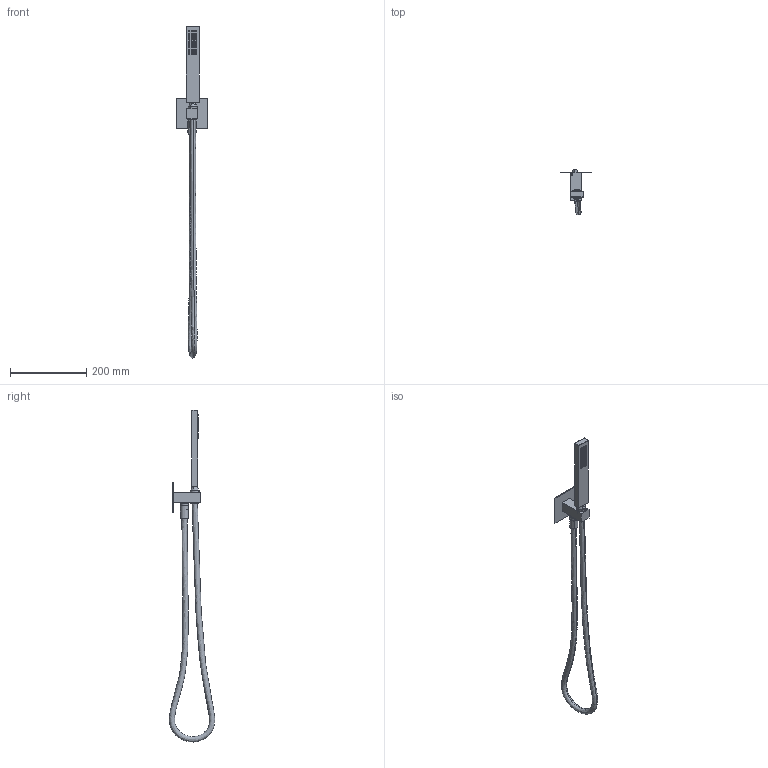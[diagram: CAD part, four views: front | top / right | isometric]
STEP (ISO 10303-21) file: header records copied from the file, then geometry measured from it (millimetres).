
FILE_DESCRIPTION(('CATIA V5 STEP Exchange','CAx-IF Rec.Pracs.--- Model Styling and Organization---1.5--- 2016-08-15','CAx-IF Rec.Pracs.---Supplemental Geometry---1.0---2011-11-01','CAx-IF Rec.Pracs.--- Composite Materials ---3.4---2017-06-13','CAx-IF Rec.Pracs.---Tessellated 3D Geometry---1.0---2015-12-17'),'2;1');
FILE_NAME('SS0G5120.stp','2025-04-28T14:40:04+00:00',('none'),('none'),'CATIA Version 5-6 Release 2020 SP3','CATIA V5 STEP AP242 v2','none');
FILE_SCHEMA(('AP242_MANAGED_MODEL_BASED_3D_ENGINEERING_MIM_LF {1 0 10303 442 1 1 4}'));
Length unit declared in the file: millimetre
Products named in the file (1): SS0G5120
Bounding box: 80 x 118.89 x 870.09 mm (x, y, z)
Volume: 332879 mm3; surface area: 118525 mm2
Topology: 53 solids, 111 shells, 557 faces, 1414 edges, 1026 vertices
Faces by surface type: plane 351, cylinder 139, cone 54, torus 11, bspline 2
Entity records: 19588 total; most frequent: CARTESIAN_POINT 6782, ORIENTED_EDGE 2529, DIRECTION 2084, EDGE_CURVE 1404, VERTEX_POINT 1026, VECTOR 884, LINE 884, AXIS2_PLACEMENT_3D 737
